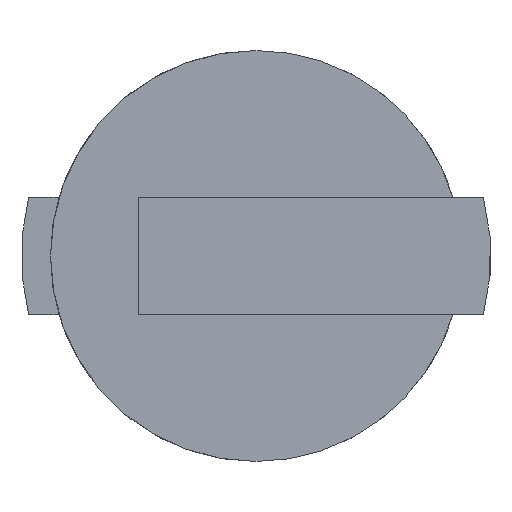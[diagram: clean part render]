
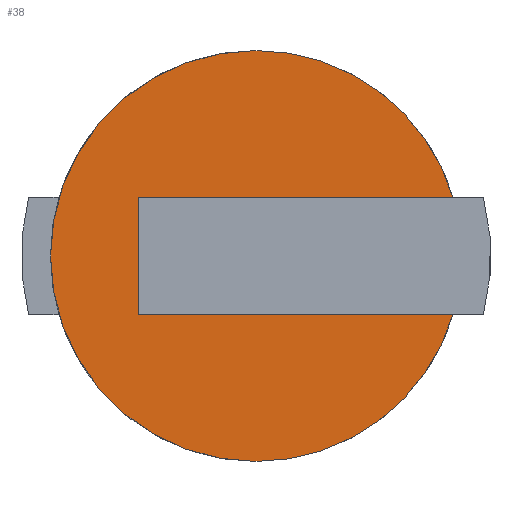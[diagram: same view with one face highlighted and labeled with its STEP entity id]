
A CAD part, left-side view. The second image highlights one B-rep face of the part: STEP entity #38.
In plain terms, the highlighted planar face has unit normal (-1, 0, 0).
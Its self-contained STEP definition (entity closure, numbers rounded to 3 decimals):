
#34 = EDGE_CURVE ( 'NONE', #416, #507, #103, .T. ) ;
#35 = LINE ( 'NONE', #400, #1083 ) ;
#38 = ADVANCED_FACE ( 'NONE', ( #461 ), #788, .F. ) ;
#59 = AXIS2_PLACEMENT_3D ( 'NONE', #143, #740, #814 ) ;
#68 = ORIENTED_EDGE ( 'NONE', *, *, #121, .T. ) ;
#92 = DIRECTION ( 'NONE',  ( 1., 0., 0. ) ) ;
#103 = LINE ( 'NONE', #356, #846 ) ;
#108 = CARTESIAN_POINT ( 'NONE',  ( 0., -6.708, 2. ) ) ;
#112 = CARTESIAN_POINT ( 'NONE',  ( 0., 0., -7. ) ) ;
#113 = CIRCLE ( 'NONE', #59, 7. ) ;
#121 = EDGE_CURVE ( 'NONE', #680, #452, #827, .T. ) ;
#143 = CARTESIAN_POINT ( 'NONE',  ( 0., 0., 0. ) ) ;
#153 = CARTESIAN_POINT ( 'NONE',  ( 0., 0., 7. ) ) ;
#183 = VERTEX_POINT ( 'NONE', #384 ) ;
#262 = CARTESIAN_POINT ( 'NONE',  ( 0., 0., 0. ) ) ;
#271 = DIRECTION ( 'NONE',  ( -1., 0., 0. ) ) ;
#306 = AXIS2_PLACEMENT_3D ( 'NONE', #701, #92, #1014 ) ;
#355 = AXIS2_PLACEMENT_3D ( 'NONE', #1027, #271, #545 ) ;
#356 = CARTESIAN_POINT ( 'NONE',  ( 0., 4., 2. ) ) ;
#371 = ORIENTED_EDGE ( 'NONE', *, *, #391, .T. ) ;
#384 = CARTESIAN_POINT ( 'NONE',  ( 0., -6.708, -2. ) ) ;
#390 = VECTOR ( 'NONE', #841, 1000. ) ;
#391 = EDGE_CURVE ( 'NONE', #452, #183, #994, .T. ) ;
#400 = CARTESIAN_POINT ( 'NONE',  ( 0., 4., 2. ) ) ;
#409 = DIRECTION ( 'NONE',  ( 0., -1., 0. ) ) ;
#416 = VERTEX_POINT ( 'NONE', #941 ) ;
#438 = CARTESIAN_POINT ( 'NONE',  ( 0., 4., -2. ) ) ;
#452 = VERTEX_POINT ( 'NONE', #112 ) ;
#461 = FACE_OUTER_BOUND ( 'NONE', #1023, .T. ) ;
#507 = VERTEX_POINT ( 'NONE', #654 ) ;
#514 = VERTEX_POINT ( 'NONE', #108 ) ;
#545 = DIRECTION ( 'NONE',  ( 0., 0., 1. ) ) ;
#568 = AXIS2_PLACEMENT_3D ( 'NONE', #262, #936, #856 ) ;
#593 = EDGE_CURVE ( 'NONE', #514, #680, #113, .T. ) ;
#621 = ORIENTED_EDGE ( 'NONE', *, *, #646, .T. ) ;
#637 = ORIENTED_EDGE ( 'NONE', *, *, #778, .F. ) ;
#639 = LINE ( 'NONE', #438, #390 ) ;
#646 = EDGE_CURVE ( 'NONE', #416, #514, #35, .T. ) ;
#654 = CARTESIAN_POINT ( 'NONE',  ( 0., 4., -2. ) ) ;
#680 = VERTEX_POINT ( 'NONE', #153 ) ;
#701 = CARTESIAN_POINT ( 'NONE',  ( 0., 0., 0. ) ) ;
#716 = ORIENTED_EDGE ( 'NONE', *, *, #34, .F. ) ;
#740 = DIRECTION ( 'NONE',  ( -1., 0., 0. ) ) ;
#778 = EDGE_CURVE ( 'NONE', #507, #183, #639, .T. ) ;
#781 = DIRECTION ( 'NONE',  ( 0., 0., -1. ) ) ;
#788 = PLANE ( 'NONE',  #306 ) ;
#814 = DIRECTION ( 'NONE',  ( 0., 0., 1. ) ) ;
#827 = CIRCLE ( 'NONE', #568, 7. ) ;
#841 = DIRECTION ( 'NONE',  ( 0., -1., 0. ) ) ;
#846 = VECTOR ( 'NONE', #781, 1000. ) ;
#856 = DIRECTION ( 'NONE',  ( 0., 0., 1. ) ) ;
#936 = DIRECTION ( 'NONE',  ( -1., 0., 0. ) ) ;
#941 = CARTESIAN_POINT ( 'NONE',  ( 0., 4., 2. ) ) ;
#949 = ORIENTED_EDGE ( 'NONE', *, *, #593, .T. ) ;
#994 = CIRCLE ( 'NONE', #355, 7. ) ;
#1014 = DIRECTION ( 'NONE',  ( 0., 0., -1. ) ) ;
#1023 = EDGE_LOOP ( 'NONE', ( #716, #621, #949, #68, #371, #637 ) ) ;
#1027 = CARTESIAN_POINT ( 'NONE',  ( 0., 0., 0. ) ) ;
#1083 = VECTOR ( 'NONE', #409, 1000. ) ;
